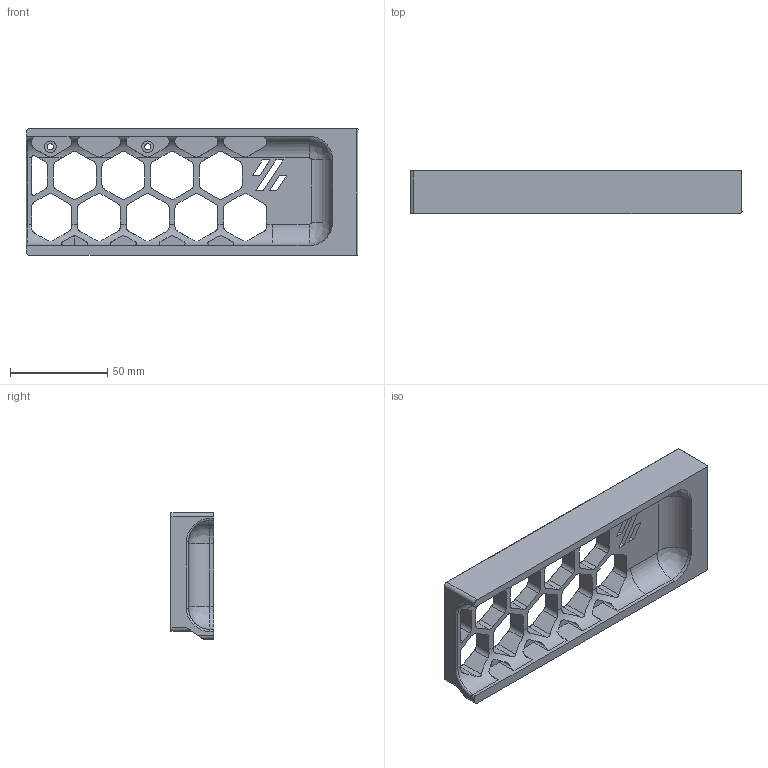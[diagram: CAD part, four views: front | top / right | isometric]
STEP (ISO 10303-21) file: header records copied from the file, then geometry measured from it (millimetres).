
FILE_DESCRIPTION(/* description */ (''),/* implementation_level */ '2;1');
FILE_NAME(/* name */ 'right_skirt_300mm.step',/* time_stamp */ '2024-08-05T15:16:46-05:00',/* author */ (''),/* organization */ (''),/* preprocessor_version */ 'ST-DEVELOPER v20',/* originating_system */ 'Autodesk Translation Framework v13.14.0.145',/* authorisation */ '');
FILE_SCHEMA (('AUTOMOTIVE_DESIGN { 1 0 10303 214 3 1 1 }'));
Length unit declared in the file: millimetre
Products named in the file (1): right_skirt_300mm
Bounding box: 170.5 x 22.4 x 65 mm (x, y, z)
Volume: 91734.7 mm3; surface area: 35325.5 mm2
Topology: 1 solids, 1 shells, 521 faces, 1296 edges, 769 vertices
Faces by surface type: plane 282, cone 124, cylinder 111, torus 2, bspline 2
Full cylindrical faces by diameter (mm): 3.2 x2, 6 x2
Entity records: 15691 total; most frequent: CARTESIAN_POINT 3183, DIRECTION 2628, ORIENTED_EDGE 2592, EDGE_CURVE 1296, LINE 886, VECTOR 886, AXIS2_PLACEMENT_3D 871, VERTEX_POINT 769
